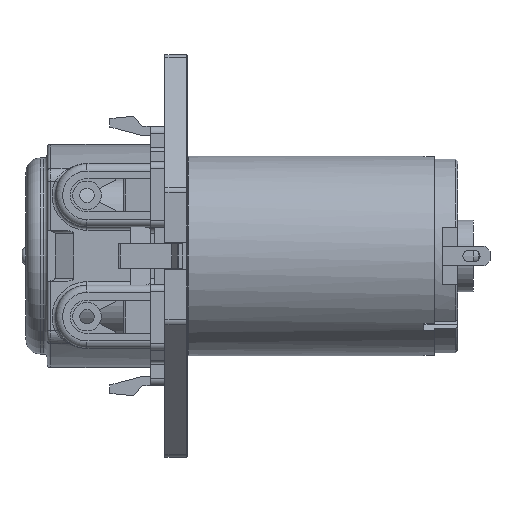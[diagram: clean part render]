
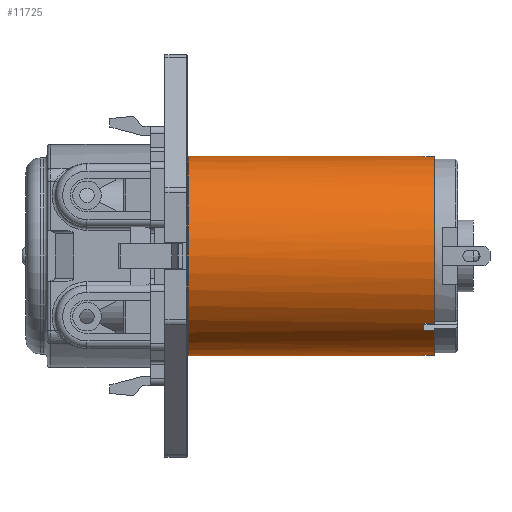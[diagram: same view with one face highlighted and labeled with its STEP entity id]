
A CAD part, front view. The second image highlights one B-rep face of the part: STEP entity #11725.
In plain terms, the highlighted cylindrical face has radius 14 mm (diameter 28 mm), a full revolution.
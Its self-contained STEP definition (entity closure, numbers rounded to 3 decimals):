
#646=CYLINDRICAL_SURFACE('',#12578,14.);
#951=FACE_OUTER_BOUND('',#1634,.T.);
#1634=EDGE_LOOP('',(#8527,#8528,#8529,#8530,#8531,#8532,#8533,#8534,#8535,
#8536,#8537,#8538,#8539,#8540,#8541,#8542,#8543,#8544,#8545,#8546));
#2384=CIRCLE('',#12579,14.);
#2385=CIRCLE('',#12580,14.);
#2386=CIRCLE('',#12581,14.);
#2387=CIRCLE('',#12582,14.);
#2388=CIRCLE('',#12583,14.);
#2389=CIRCLE('',#12584,14.);
#2390=CIRCLE('',#12585,14.);
#2391=CIRCLE('',#12586,14.);
#2392=CIRCLE('',#12587,14.);
#2393=CIRCLE('',#12588,14.);
#3054=LINE('',#20260,#4116);
#3055=LINE('',#20264,#4117);
#3056=LINE('',#20268,#4118);
#3057=LINE('',#20272,#4119);
#3058=LINE('',#20276,#4120);
#3059=LINE('',#20280,#4121);
#3060=LINE('',#20284,#4122);
#3061=LINE('',#20288,#4123);
#3062=LINE('',#20292,#4124);
#4116=VECTOR('',#14267,14.);
#4117=VECTOR('',#14270,1.45);
#4118=VECTOR('',#14273,1.45);
#4119=VECTOR('',#14276,1.45);
#4120=VECTOR('',#14279,1.45);
#4121=VECTOR('',#14282,1.45);
#4122=VECTOR('',#14285,1.45);
#4123=VECTOR('',#14288,1.45);
#4124=VECTOR('',#14291,1.45);
#5297=VERTEX_POINT('',#20257);
#5298=VERTEX_POINT('',#20259);
#5299=VERTEX_POINT('',#20261);
#5300=VERTEX_POINT('',#20263);
#5301=VERTEX_POINT('',#20265);
#5302=VERTEX_POINT('',#20267);
#5303=VERTEX_POINT('',#20269);
#5304=VERTEX_POINT('',#20271);
#5305=VERTEX_POINT('',#20273);
#5306=VERTEX_POINT('',#20275);
#5307=VERTEX_POINT('',#20277);
#5308=VERTEX_POINT('',#20279);
#5309=VERTEX_POINT('',#20281);
#5310=VERTEX_POINT('',#20283);
#5311=VERTEX_POINT('',#20285);
#5312=VERTEX_POINT('',#20287);
#5313=VERTEX_POINT('',#20289);
#5314=VERTEX_POINT('',#20291);
#6524=EDGE_CURVE('',#5297,#5297,#2384,.F.);
#6525=EDGE_CURVE('',#5297,#5298,#3054,.T.);
#6526=EDGE_CURVE('',#5298,#5299,#2385,.T.);
#6527=EDGE_CURVE('',#5299,#5300,#3055,.F.);
#6528=EDGE_CURVE('',#5301,#5300,#2386,.T.);
#6529=EDGE_CURVE('',#5301,#5302,#3056,.T.);
#6530=EDGE_CURVE('',#5302,#5303,#2387,.T.);
#6531=EDGE_CURVE('',#5303,#5304,#3057,.F.);
#6532=EDGE_CURVE('',#5305,#5304,#2388,.T.);
#6533=EDGE_CURVE('',#5305,#5306,#3058,.T.);
#6534=EDGE_CURVE('',#5307,#5306,#2389,.T.);
#6535=EDGE_CURVE('',#5307,#5308,#3059,.F.);
#6536=EDGE_CURVE('',#5309,#5308,#2390,.T.);
#6537=EDGE_CURVE('',#5309,#5310,#3060,.T.);
#6538=EDGE_CURVE('',#5311,#5310,#2391,.T.);
#6539=EDGE_CURVE('',#5311,#5312,#3061,.F.);
#6540=EDGE_CURVE('',#5313,#5312,#2392,.T.);
#6541=EDGE_CURVE('',#5313,#5314,#3062,.T.);
#6542=EDGE_CURVE('',#5314,#5298,#2393,.T.);
#8527=ORIENTED_EDGE('',*,*,#6524,.T.);
#8528=ORIENTED_EDGE('',*,*,#6525,.T.);
#8529=ORIENTED_EDGE('',*,*,#6526,.T.);
#8530=ORIENTED_EDGE('',*,*,#6527,.T.);
#8531=ORIENTED_EDGE('',*,*,#6528,.F.);
#8532=ORIENTED_EDGE('',*,*,#6529,.T.);
#8533=ORIENTED_EDGE('',*,*,#6530,.T.);
#8534=ORIENTED_EDGE('',*,*,#6531,.T.);
#8535=ORIENTED_EDGE('',*,*,#6532,.F.);
#8536=ORIENTED_EDGE('',*,*,#6533,.T.);
#8537=ORIENTED_EDGE('',*,*,#6534,.F.);
#8538=ORIENTED_EDGE('',*,*,#6535,.T.);
#8539=ORIENTED_EDGE('',*,*,#6536,.F.);
#8540=ORIENTED_EDGE('',*,*,#6537,.T.);
#8541=ORIENTED_EDGE('',*,*,#6538,.F.);
#8542=ORIENTED_EDGE('',*,*,#6539,.T.);
#8543=ORIENTED_EDGE('',*,*,#6540,.F.);
#8544=ORIENTED_EDGE('',*,*,#6541,.T.);
#8545=ORIENTED_EDGE('',*,*,#6542,.T.);
#8546=ORIENTED_EDGE('',*,*,#6525,.F.);
#11725=ADVANCED_FACE('',(#951),#646,.T.);
#12578=AXIS2_PLACEMENT_3D('',#20256,#14263,#14264);
#12579=AXIS2_PLACEMENT_3D('',#20258,#14265,#14266);
#12580=AXIS2_PLACEMENT_3D('',#20262,#14268,#14269);
#12581=AXIS2_PLACEMENT_3D('',#20266,#14271,#14272);
#12582=AXIS2_PLACEMENT_3D('',#20270,#14274,#14275);
#12583=AXIS2_PLACEMENT_3D('',#20274,#14277,#14278);
#12584=AXIS2_PLACEMENT_3D('',#20278,#14280,#14281);
#12585=AXIS2_PLACEMENT_3D('',#20282,#14283,#14284);
#12586=AXIS2_PLACEMENT_3D('',#20286,#14286,#14287);
#12587=AXIS2_PLACEMENT_3D('',#20290,#14289,#14290);
#12588=AXIS2_PLACEMENT_3D('',#20293,#14292,#14293);
#14263=DIRECTION('center_axis',(-1.,0.,0.));
#14264=DIRECTION('ref_axis',(0.,0.,1.));
#14265=DIRECTION('center_axis',(-1.,0.,0.));
#14266=DIRECTION('ref_axis',(0.,0.,1.));
#14267=DIRECTION('',(1.,0.,0.));
#14268=DIRECTION('center_axis',(-1.,0.,0.));
#14269=DIRECTION('ref_axis',(0.,0.,1.));
#14270=DIRECTION('',(-1.,0.,0.));
#14271=DIRECTION('center_axis',(1.,0.,0.));
#14272=DIRECTION('ref_axis',(0.,0.,-1.));
#14273=DIRECTION('',(-1.,0.,0.));
#14274=DIRECTION('center_axis',(-1.,0.,0.));
#14275=DIRECTION('ref_axis',(0.,0.,1.));
#14276=DIRECTION('',(-1.,0.,0.));
#14277=DIRECTION('center_axis',(1.,0.,0.));
#14278=DIRECTION('ref_axis',(0.,0.,-1.));
#14279=DIRECTION('',(-1.,0.,0.));
#14280=DIRECTION('center_axis',(1.,0.,0.));
#14281=DIRECTION('ref_axis',(0.,0.,-1.));
#14282=DIRECTION('',(-1.,0.,0.));
#14283=DIRECTION('center_axis',(1.,0.,0.));
#14284=DIRECTION('ref_axis',(0.,0.,-1.));
#14285=DIRECTION('',(-1.,0.,0.));
#14286=DIRECTION('center_axis',(1.,0.,0.));
#14287=DIRECTION('ref_axis',(0.,0.,-1.));
#14288=DIRECTION('',(-1.,0.,0.));
#14289=DIRECTION('center_axis',(1.,0.,0.));
#14290=DIRECTION('ref_axis',(0.,0.,-1.));
#14291=DIRECTION('',(-1.,0.,0.));
#14292=DIRECTION('center_axis',(-1.,0.,0.));
#14293=DIRECTION('ref_axis',(0.,0.,1.));
#20256=CARTESIAN_POINT('Origin',(37.85,0.,0.));
#20257=CARTESIAN_POINT('',(0.1,0.,-14.));
#20258=CARTESIAN_POINT('Origin',(0.1,0.,0.));
#20259=CARTESIAN_POINT('',(33.1,0.,-14.));
#20260=CARTESIAN_POINT('',(37.85,0.,-14.));
#20261=CARTESIAN_POINT('',(33.1,-1.6,-13.908));
#20262=CARTESIAN_POINT('Origin',(33.1,0.,0.));
#20263=CARTESIAN_POINT('',(34.55,-1.6,-13.908));
#20264=CARTESIAN_POINT('',(34.55,-1.6,-13.908));
#20265=CARTESIAN_POINT('',(34.55,-9.392,-10.382));
#20266=CARTESIAN_POINT('Origin',(34.55,0.,0.));
#20267=CARTESIAN_POINT('',(33.1,-9.392,-10.382));
#20268=CARTESIAN_POINT('',(34.55,-9.392,-10.382));
#20269=CARTESIAN_POINT('',(33.1,-10.382,-9.392));
#20270=CARTESIAN_POINT('Origin',(33.1,0.,0.));
#20271=CARTESIAN_POINT('',(34.55,-10.382,-9.392));
#20272=CARTESIAN_POINT('',(34.55,-10.382,-9.392));
#20273=CARTESIAN_POINT('',(34.55,-1.6,13.908));
#20274=CARTESIAN_POINT('Origin',(34.55,0.,0.));
#20275=CARTESIAN_POINT('',(33.1,-1.6,13.908));
#20276=CARTESIAN_POINT('',(34.55,-1.6,13.908));
#20277=CARTESIAN_POINT('',(33.1,1.6,13.908));
#20278=CARTESIAN_POINT('Origin',(33.1,0.,0.));
#20279=CARTESIAN_POINT('',(34.55,1.6,13.908));
#20280=CARTESIAN_POINT('',(34.55,1.6,13.908));
#20281=CARTESIAN_POINT('',(34.55,9.392,10.382));
#20282=CARTESIAN_POINT('Origin',(34.55,0.,0.));
#20283=CARTESIAN_POINT('',(33.1,9.392,10.382));
#20284=CARTESIAN_POINT('',(34.55,9.392,10.382));
#20285=CARTESIAN_POINT('',(33.1,10.382,9.392));
#20286=CARTESIAN_POINT('Origin',(33.1,0.,0.));
#20287=CARTESIAN_POINT('',(34.55,10.382,9.392));
#20288=CARTESIAN_POINT('',(34.55,10.382,9.392));
#20289=CARTESIAN_POINT('',(34.55,1.6,-13.908));
#20290=CARTESIAN_POINT('Origin',(34.55,0.,0.));
#20291=CARTESIAN_POINT('',(33.1,1.6,-13.908));
#20292=CARTESIAN_POINT('',(34.55,1.6,-13.908));
#20293=CARTESIAN_POINT('Origin',(33.1,0.,0.));
